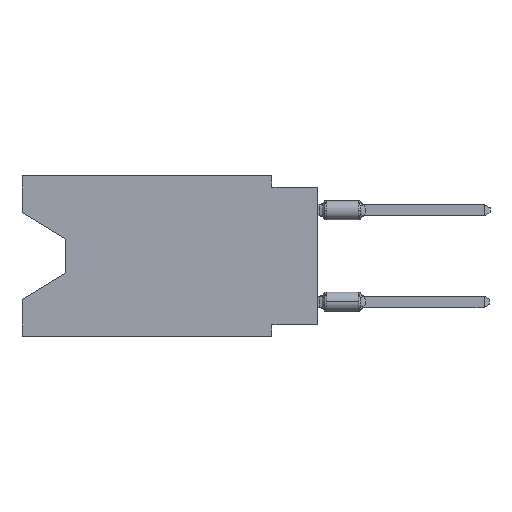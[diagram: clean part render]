
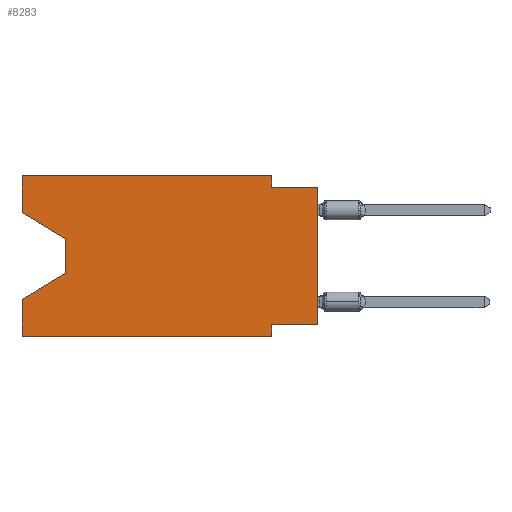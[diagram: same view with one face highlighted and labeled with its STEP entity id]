
A CAD part, left-side view. The second image highlights one B-rep face of the part: STEP entity #8283.
In plain terms, the highlighted planar face has unit normal (-1, 0, 0).
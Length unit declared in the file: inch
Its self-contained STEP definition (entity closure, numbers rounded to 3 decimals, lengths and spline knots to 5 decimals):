
#134 = CARTESIAN_POINT ( 'NONE',  ( 0., 0., -0.325 ) ) ;
#240 = LINE ( 'NONE', #4511, #7647 ) ;
#250 = CARTESIAN_POINT ( 'NONE',  ( 0., 0., 0. ) ) ;
#721 = CARTESIAN_POINT ( 'NONE',  ( 0., 0.1, -0.35 ) ) ;
#1066 = CARTESIAN_POINT ( 'NONE',  ( 0., 0.55, -0.138 ) ) ;
#1177 = VERTEX_POINT ( 'NONE', #10614 ) ;
#1178 = DIRECTION ( 'NONE',  ( 1., 0., 0. ) ) ;
#1193 = LINE ( 'NONE', #2367, #12185 ) ;
#1293 = VERTEX_POINT ( 'NONE', #9020 ) ;
#1600 = VERTEX_POINT ( 'NONE', #9891 ) ;
#1825 = ORIENTED_EDGE ( 'NONE', *, *, #8033, .T. ) ;
#1935 = CARTESIAN_POINT ( 'NONE',  ( 0., 0.645, 0. ) ) ;
#2367 = CARTESIAN_POINT ( 'NONE',  ( 0., 0.645, 0. ) ) ;
#2426 = EDGE_CURVE ( 'NONE', #3608, #1600, #7591, .T. ) ;
#2586 = VECTOR ( 'NONE', #11628, 39.37008 ) ;
#2603 = DIRECTION ( 'NONE',  ( 0., 0.855, -0.519 ) ) ;
#2742 = VERTEX_POINT ( 'NONE', #3461 ) ;
#2845 = PLANE ( 'NONE',  #9560 ) ;
#2924 = DIRECTION ( 'NONE',  ( 0., 0., 1. ) ) ;
#3003 = EDGE_CURVE ( 'NONE', #8811, #1600, #6524, .T. ) ;
#3129 = LINE ( 'NONE', #6082, #10061 ) ;
#3461 = CARTESIAN_POINT ( 'NONE',  ( 0., 0.55, -0.212 ) ) ;
#3522 = VERTEX_POINT ( 'NONE', #6811 ) ;
#3608 = VERTEX_POINT ( 'NONE', #6032 ) ;
#3867 = DIRECTION ( 'NONE',  ( 0., -0.855, -0.519 ) ) ;
#3900 = VECTOR ( 'NONE', #9354, 39.37008 ) ;
#3949 = CARTESIAN_POINT ( 'NONE',  ( 0., 0.55, -0.138 ) ) ;
#3993 = EDGE_CURVE ( 'NONE', #1177, #11671, #7397, .T. ) ;
#4090 = VECTOR ( 'NONE', #2603, 39.37008 ) ;
#4226 = DIRECTION ( 'NONE',  ( 0., 0., -1. ) ) ;
#4457 = DIRECTION ( 'NONE',  ( 0., 0., 1. ) ) ;
#4511 = CARTESIAN_POINT ( 'NONE',  ( 0., 0.1, 0. ) ) ;
#4894 = VECTOR ( 'NONE', #4226, 39.37008 ) ;
#5172 = CARTESIAN_POINT ( 'NONE',  ( 0., 0.645, -0.08025 ) ) ;
#5524 = VERTEX_POINT ( 'NONE', #6316 ) ;
#5652 = EDGE_CURVE ( 'NONE', #9261, #1293, #13089, .T. ) ;
#5653 = VERTEX_POINT ( 'NONE', #8870 ) ;
#6027 = VECTOR ( 'NONE', #3867, 39.37008 ) ;
#6032 = CARTESIAN_POINT ( 'NONE',  ( 0., 0.1, -0.025 ) ) ;
#6082 = CARTESIAN_POINT ( 'NONE',  ( 0., 0.645, 0. ) ) ;
#6219 = VECTOR ( 'NONE', #13293, 39.37008 ) ;
#6316 = CARTESIAN_POINT ( 'NONE',  ( 0., 0.645, -0.35 ) ) ;
#6348 = DIRECTION ( 'NONE',  ( 0., 0., -1. ) ) ;
#6524 = LINE ( 'NONE', #250, #10678 ) ;
#6641 = ORIENTED_EDGE ( 'NONE', *, *, #11917, .F. ) ;
#6651 = EDGE_CURVE ( 'NONE', #5524, #5653, #1193, .T. ) ;
#6811 = CARTESIAN_POINT ( 'NONE',  ( 0., 0.645, -0.08025 ) ) ;
#7011 = CARTESIAN_POINT ( 'NONE',  ( 0., 0.1, 0. ) ) ;
#7047 = CARTESIAN_POINT ( 'NONE',  ( 0., 0.645, 0. ) ) ;
#7397 = LINE ( 'NONE', #1935, #2586 ) ;
#7429 = ORIENTED_EDGE ( 'NONE', *, *, #6651, .F. ) ;
#7591 = LINE ( 'NONE', #7657, #10809 ) ;
#7647 = VECTOR ( 'NONE', #8665, 39.37008 ) ;
#7657 = CARTESIAN_POINT ( 'NONE',  ( 0., 0., -0.025 ) ) ;
#7792 = VECTOR ( 'NONE', #8040, 39.37008 ) ;
#8033 = EDGE_CURVE ( 'NONE', #13333, #2742, #10519, .T. ) ;
#8040 = DIRECTION ( 'NONE',  ( 0., 1., 0. ) ) ;
#8172 = ORIENTED_EDGE ( 'NONE', *, *, #3003, .T. ) ;
#8266 = ORIENTED_EDGE ( 'NONE', *, *, #2426, .F. ) ;
#8283 = ADVANCED_FACE ( 'NONE', ( #10150 ), #2845, .F. ) ;
#8326 = CARTESIAN_POINT ( 'NONE',  ( 0., 0.645, -0.35 ) ) ;
#8519 = CARTESIAN_POINT ( 'NONE',  ( 0., 0.1, -0.325 ) ) ;
#8665 = DIRECTION ( 'NONE',  ( 0., 0., -1. ) ) ;
#8811 = VERTEX_POINT ( 'NONE', #134 ) ;
#8870 = CARTESIAN_POINT ( 'NONE',  ( 0., 0.645, -0.26975 ) ) ;
#8959 = EDGE_CURVE ( 'NONE', #8811, #9261, #9143, .T. ) ;
#9020 = CARTESIAN_POINT ( 'NONE',  ( 0., 0.1, -0.35 ) ) ;
#9023 = LINE ( 'NONE', #13098, #4090 ) ;
#9143 = LINE ( 'NONE', #13356, #7792 ) ;
#9261 = VERTEX_POINT ( 'NONE', #8519 ) ;
#9354 = DIRECTION ( 'NONE',  ( 0., -1., 0. ) ) ;
#9552 = EDGE_CURVE ( 'NONE', #3522, #13333, #12513, .T. ) ;
#9560 = AXIS2_PLACEMENT_3D ( 'NONE', #7047, #1178, #6348 ) ;
#9891 = CARTESIAN_POINT ( 'NONE',  ( 0., 0., -0.025 ) ) ;
#10061 = VECTOR ( 'NONE', #2924, 39.37008 ) ;
#10112 = ORIENTED_EDGE ( 'NONE', *, *, #11616, .T. ) ;
#10150 = FACE_OUTER_BOUND ( 'NONE', #12790, .T. ) ;
#10390 = LINE ( 'NONE', #8326, #3900 ) ;
#10519 = LINE ( 'NONE', #1066, #4894 ) ;
#10614 = CARTESIAN_POINT ( 'NONE',  ( 0., 0.645, 0. ) ) ;
#10678 = VECTOR ( 'NONE', #4457, 39.37008 ) ;
#10800 = DIRECTION ( 'NONE',  ( 0., 0., 1. ) ) ;
#10809 = VECTOR ( 'NONE', #12129, 39.37008 ) ;
#11616 = EDGE_CURVE ( 'NONE', #2742, #5653, #9023, .T. ) ;
#11628 = DIRECTION ( 'NONE',  ( 0., -1., 0. ) ) ;
#11671 = VERTEX_POINT ( 'NONE', #7011 ) ;
#11917 = EDGE_CURVE ( 'NONE', #11671, #3608, #240, .T. ) ;
#12059 = ORIENTED_EDGE ( 'NONE', *, *, #9552, .T. ) ;
#12075 = ORIENTED_EDGE ( 'NONE', *, *, #12115, .F. ) ;
#12115 = EDGE_CURVE ( 'NONE', #3522, #1177, #3129, .T. ) ;
#12129 = DIRECTION ( 'NONE',  ( 0., -1., 0. ) ) ;
#12185 = VECTOR ( 'NONE', #10800, 39.37008 ) ;
#12380 = ORIENTED_EDGE ( 'NONE', *, *, #8959, .F. ) ;
#12513 = LINE ( 'NONE', #5172, #6027 ) ;
#12743 = ORIENTED_EDGE ( 'NONE', *, *, #5652, .F. ) ;
#12790 = EDGE_LOOP ( 'NONE', ( #12059, #1825, #10112, #7429, #13656, #12743, #12380, #8172, #8266, #6641, #13152, #12075 ) ) ;
#12919 = EDGE_CURVE ( 'NONE', #5524, #1293, #10390, .T. ) ;
#13089 = LINE ( 'NONE', #721, #6219 ) ;
#13098 = CARTESIAN_POINT ( 'NONE',  ( 0., 0.55, -0.212 ) ) ;
#13152 = ORIENTED_EDGE ( 'NONE', *, *, #3993, .F. ) ;
#13293 = DIRECTION ( 'NONE',  ( 0., 0., -1. ) ) ;
#13333 = VERTEX_POINT ( 'NONE', #3949 ) ;
#13356 = CARTESIAN_POINT ( 'NONE',  ( 0., 0., -0.325 ) ) ;
#13656 = ORIENTED_EDGE ( 'NONE', *, *, #12919, .T. ) ;
